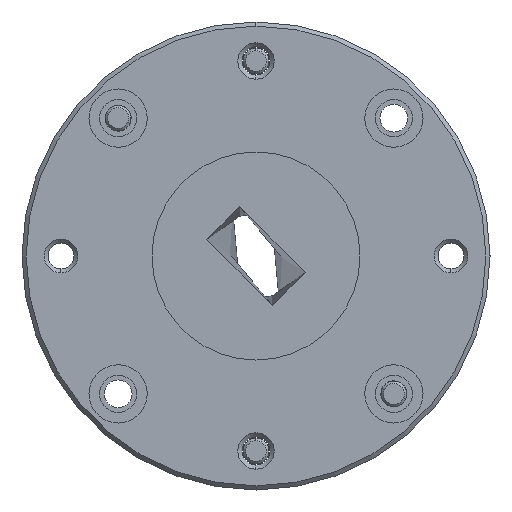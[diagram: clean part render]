
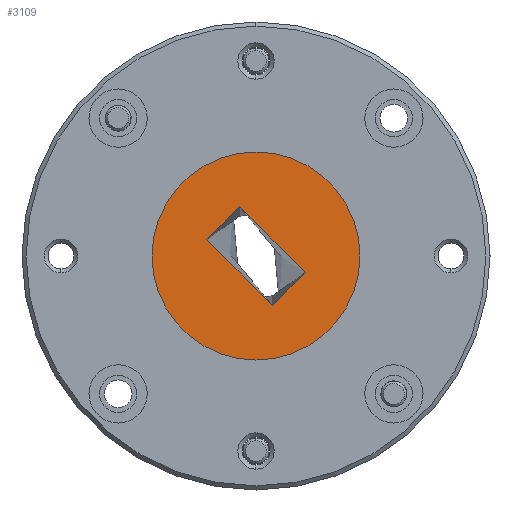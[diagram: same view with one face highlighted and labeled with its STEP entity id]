
A CAD part, left-side view. The second image highlights one B-rep face of the part: STEP entity #3109.
In plain terms, the highlighted planar face has unit normal (-1, 0, 0).
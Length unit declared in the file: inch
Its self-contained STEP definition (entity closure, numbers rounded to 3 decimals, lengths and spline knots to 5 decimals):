
#157 = DIRECTION ( 'NONE',  ( 0., 0., 1. ) ) ;
#364 = VERTEX_POINT ( 'NONE', #5698 ) ;
#464 = CARTESIAN_POINT ( 'NONE',  ( -1.86954, 0.36712, -0.04057 ) ) ;
#476 = AXIS2_PLACEMENT_3D ( 'NONE', #6144, #4624, #157 ) ;
#522 = CARTESIAN_POINT ( 'NONE',  ( -1.86954, 0.40672, 0.32822 ) ) ;
#540 = DIRECTION ( 'NONE',  ( 0., 0.707, -0.707 ) ) ;
#550 = ORIENTED_EDGE ( 'NONE', *, *, #4736, .T. ) ;
#590 = CARTESIAN_POINT ( 'NONE',  ( -1.86954, 0.48591, 0.24903 ) ) ;
#1137 = PLANE ( 'NONE',  #476 ) ;
#1457 = CARTESIAN_POINT ( 'NONE',  ( -1.86954, 0.32752, 0.09063 ) ) ;
#1531 = CIRCLE ( 'NONE', #4032, 0.25 ) ;
#1625 = DIRECTION ( 'NONE',  ( 0., 0., 1. ) ) ;
#1716 = ORIENTED_EDGE ( 'NONE', *, *, #5071, .F. ) ;
#1918 = CARTESIAN_POINT ( 'NONE',  ( -1.86954, 0.32752, 0.09063 ) ) ;
#1967 = EDGE_CURVE ( 'NONE', #2919, #5791, #1531, .T. ) ;
#2020 = DIRECTION ( 'NONE',  ( 0., 0., 1. ) ) ;
#2128 = CARTESIAN_POINT ( 'NONE',  ( -1.86954, 0.24833, 0.16983 ) ) ;
#2129 = VERTEX_POINT ( 'NONE', #1918 ) ;
#2141 = AXIS2_PLACEMENT_3D ( 'NONE', #3003, #5039, #2020 ) ;
#2160 = EDGE_LOOP ( 'NONE', ( #550, #3116 ) ) ;
#2352 = ORIENTED_EDGE ( 'NONE', *, *, #5828, .F. ) ;
#2429 = DIRECTION ( 'NONE',  ( 0., -0.707, 0.707 ) ) ;
#2456 = VECTOR ( 'NONE', #4492, 39.37008 ) ;
#2542 = CARTESIAN_POINT ( 'NONE',  ( -1.86954, 0.48591, 0.24903 ) ) ;
#2621 = FACE_BOUND ( 'NONE', #4257, .T. ) ;
#2651 = VECTOR ( 'NONE', #5855, 39.37008 ) ;
#2736 = ORIENTED_EDGE ( 'NONE', *, *, #3912, .F. ) ;
#2896 = LINE ( 'NONE', #590, #2456 ) ;
#2919 = VERTEX_POINT ( 'NONE', #464 ) ;
#3003 = CARTESIAN_POINT ( 'NONE',  ( -1.86954, 0.36712, 0.20943 ) ) ;
#3109 = ADVANCED_FACE ( 'NONE', ( #2621, #5099 ), #1137, .F. ) ;
#3116 = ORIENTED_EDGE ( 'NONE', *, *, #1967, .T. ) ;
#3603 = CIRCLE ( 'NONE', #2141, 0.25 ) ;
#3912 = EDGE_CURVE ( 'NONE', #5507, #5184, #4299, .T. ) ;
#4032 = AXIS2_PLACEMENT_3D ( 'NONE', #6045, #4130, #1625 ) ;
#4061 = EDGE_CURVE ( 'NONE', #364, #2129, #2896, .T. ) ;
#4130 = DIRECTION ( 'NONE',  ( -1., 0., 0. ) ) ;
#4257 = EDGE_LOOP ( 'NONE', ( #2352, #2736, #1716, #4706 ) ) ;
#4299 = LINE ( 'NONE', #5833, #2651 ) ;
#4441 = CARTESIAN_POINT ( 'NONE',  ( -1.86954, 0.36712, 0.45943 ) ) ;
#4492 = DIRECTION ( 'NONE',  ( 0., -0.707, -0.707 ) ) ;
#4609 = VECTOR ( 'NONE', #540, 39.37008 ) ;
#4624 = DIRECTION ( 'NONE',  ( 1., 0., 0. ) ) ;
#4706 = ORIENTED_EDGE ( 'NONE', *, *, #4061, .F. ) ;
#4736 = EDGE_CURVE ( 'NONE', #5791, #2919, #3603, .T. ) ;
#5039 = DIRECTION ( 'NONE',  ( -1., 0., 0. ) ) ;
#5071 = EDGE_CURVE ( 'NONE', #2129, #5507, #5384, .T. ) ;
#5099 = FACE_OUTER_BOUND ( 'NONE', #2160, .T. ) ;
#5184 = VERTEX_POINT ( 'NONE', #522 ) ;
#5384 = LINE ( 'NONE', #1457, #5781 ) ;
#5507 = VERTEX_POINT ( 'NONE', #2128 ) ;
#5698 = CARTESIAN_POINT ( 'NONE',  ( -1.86954, 0.48591, 0.24903 ) ) ;
#5781 = VECTOR ( 'NONE', #2429, 39.37008 ) ;
#5791 = VERTEX_POINT ( 'NONE', #4441 ) ;
#5828 = EDGE_CURVE ( 'NONE', #5184, #364, #5905, .T. ) ;
#5833 = CARTESIAN_POINT ( 'NONE',  ( -1.86954, 0.40672, 0.32822 ) ) ;
#5855 = DIRECTION ( 'NONE',  ( 0., 0.707, 0.707 ) ) ;
#5905 = LINE ( 'NONE', #2542, #4609 ) ;
#6045 = CARTESIAN_POINT ( 'NONE',  ( -1.86954, 0.36712, 0.20943 ) ) ;
#6144 = CARTESIAN_POINT ( 'NONE',  ( -1.86954, 0.61712, 0.20943 ) ) ;
